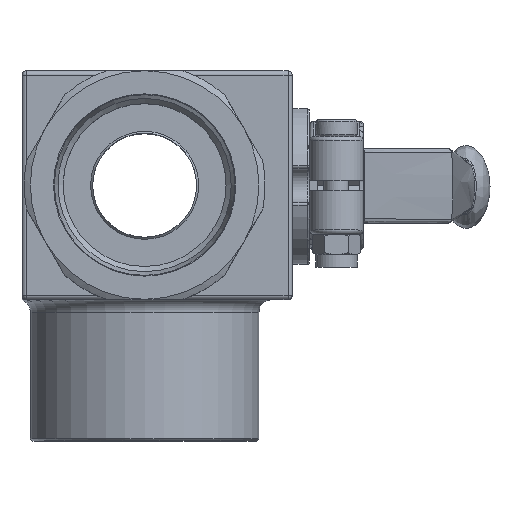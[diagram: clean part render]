
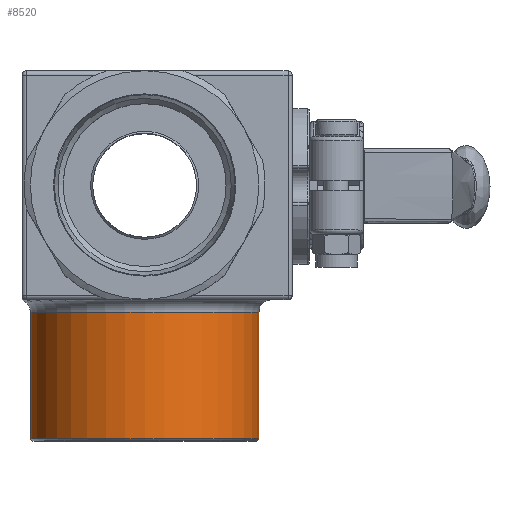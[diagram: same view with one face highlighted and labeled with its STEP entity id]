
A CAD part, top view. The second image highlights one B-rep face of the part: STEP entity #8520.
In plain terms, the highlighted cylindrical face has radius 27.5 mm (diameter 55 mm), a full revolution.
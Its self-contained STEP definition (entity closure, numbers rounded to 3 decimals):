
#360=CYLINDRICAL_SURFACE('',#9180,27.5);
#830=FACE_OUTER_BOUND('',#1326,.T.);
#1326=EDGE_LOOP('',(#5932,#5933,#5934,#5935,#5936));
#1828=LINE('',#13124,#2410);
#2410=VECTOR('',#10388,27.5);
#3038=CIRCLE('',#9152,27.5);
#3040=CIRCLE('',#9154,27.5);
#3056=CIRCLE('',#9179,27.5);
#3504=VERTEX_POINT('',#13076);
#3505=VERTEX_POINT('',#13077);
#3520=VERTEX_POINT('',#13120);
#4401=EDGE_CURVE('',#3504,#3505,#3038,.T.);
#4403=EDGE_CURVE('',#3505,#3504,#3040,.T.);
#4421=EDGE_CURVE('',#3520,#3520,#3056,.T.);
#4422=EDGE_CURVE('',#3520,#3504,#1828,.T.);
#5932=ORIENTED_EDGE('',*,*,#4421,.F.);
#5933=ORIENTED_EDGE('',*,*,#4422,.T.);
#5934=ORIENTED_EDGE('',*,*,#4403,.F.);
#5935=ORIENTED_EDGE('',*,*,#4401,.F.);
#5936=ORIENTED_EDGE('',*,*,#4422,.F.);
#8520=ADVANCED_FACE('',(#830),#360,.T.);
#9152=AXIS2_PLACEMENT_3D('',#13078,#10328,#10329);
#9154=AXIS2_PLACEMENT_3D('',#13080,#10332,#10333);
#9179=AXIS2_PLACEMENT_3D('',#13122,#10384,#10385);
#9180=AXIS2_PLACEMENT_3D('',#13123,#10386,#10387);
#10328=DIRECTION('center_axis',(0.,1.,0.));
#10329=DIRECTION('ref_axis',(-1.,0.,0.));
#10332=DIRECTION('center_axis',(0.,1.,0.));
#10333=DIRECTION('ref_axis',(-1.,0.,0.));
#10384=DIRECTION('center_axis',(0.,-1.,0.));
#10385=DIRECTION('ref_axis',(-1.,0.,0.));
#10386=DIRECTION('center_axis',(0.,-1.,0.));
#10387=DIRECTION('ref_axis',(-1.,0.,0.));
#10388=DIRECTION('',(0.,1.,0.));
#13076=CARTESIAN_POINT('',(27.5,-30.5,0.));
#13077=CARTESIAN_POINT('',(0.,-30.5,-27.5));
#13078=CARTESIAN_POINT('Origin',(0.,-30.5,0.));
#13080=CARTESIAN_POINT('Origin',(0.,-30.5,0.));
#13120=CARTESIAN_POINT('',(27.5,-61.,0.));
#13122=CARTESIAN_POINT('Origin',(0.,-61.,0.));
#13123=CARTESIAN_POINT('Origin',(0.,-27.5,0.));
#13124=CARTESIAN_POINT('',(27.5,-27.5,0.));
